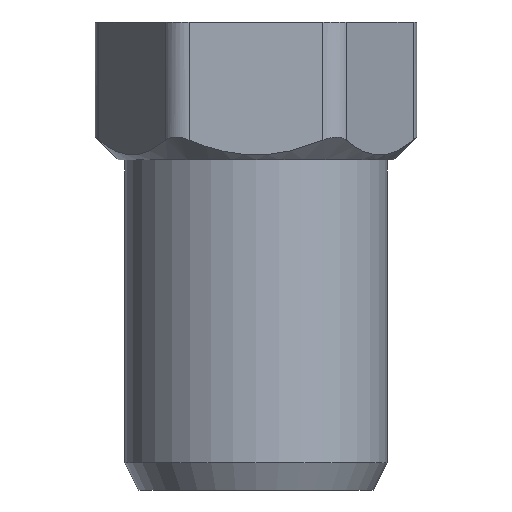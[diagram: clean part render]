
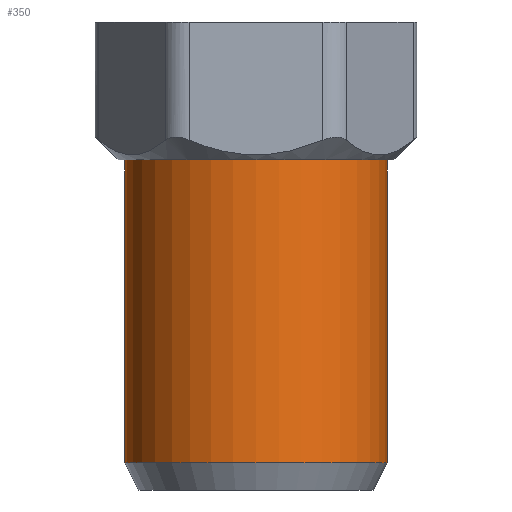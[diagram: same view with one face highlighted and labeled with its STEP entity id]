
A CAD part, front view. The second image highlights one B-rep face of the part: STEP entity #350.
In plain terms, the highlighted cylindrical face has radius 0.485 mm (diameter 0.97 mm), a full revolution.
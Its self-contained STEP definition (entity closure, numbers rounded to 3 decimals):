
#54=FACE_OUTER_BOUND('',#76,.T.);
#76=EDGE_LOOP('',(#318,#319,#320,#321));
#108=LINE('',#681,#131);
#131=VECTOR('',#487,0.485);
#139=CIRCLE('',#387,0.485);
#144=CIRCLE('',#396,0.485);
#171=VERTEX_POINT('',#661);
#176=VERTEX_POINT('',#677);
#216=EDGE_CURVE('',#171,#171,#139,.T.);
#224=EDGE_CURVE('',#176,#176,#144,.T.);
#225=EDGE_CURVE('',#176,#171,#108,.T.);
#318=ORIENTED_EDGE('',*,*,#224,.F.);
#319=ORIENTED_EDGE('',*,*,#225,.T.);
#320=ORIENTED_EDGE('',*,*,#216,.F.);
#321=ORIENTED_EDGE('',*,*,#225,.F.);
#331=CYLINDRICAL_SURFACE('',#397,0.485);
#350=ADVANCED_FACE('',(#54),#331,.T.);
#387=AXIS2_PLACEMENT_3D('',#662,#462,#463);
#396=AXIS2_PLACEMENT_3D('',#679,#483,#484);
#397=AXIS2_PLACEMENT_3D('',#680,#485,#486);
#462=DIRECTION('center_axis',(0.,0.,1.));
#463=DIRECTION('ref_axis',(1.,0.,0.));
#483=DIRECTION('center_axis',(0.,0.,-1.));
#484=DIRECTION('ref_axis',(1.,0.,0.));
#485=DIRECTION('center_axis',(0.,0.,-1.));
#486=DIRECTION('ref_axis',(1.,0.,0.));
#487=DIRECTION('',(0.,0.,1.));
#661=CARTESIAN_POINT('',(-0.485,0.,-0.51));
#662=CARTESIAN_POINT('Origin',(0.,0.,-0.51));
#677=CARTESIAN_POINT('',(-0.485,0.,-1.63));
#679=CARTESIAN_POINT('Origin',(0.,0.,-1.63));
#680=CARTESIAN_POINT('Origin',(0.,0.,0.));
#681=CARTESIAN_POINT('',(-0.485,0.,0.));
